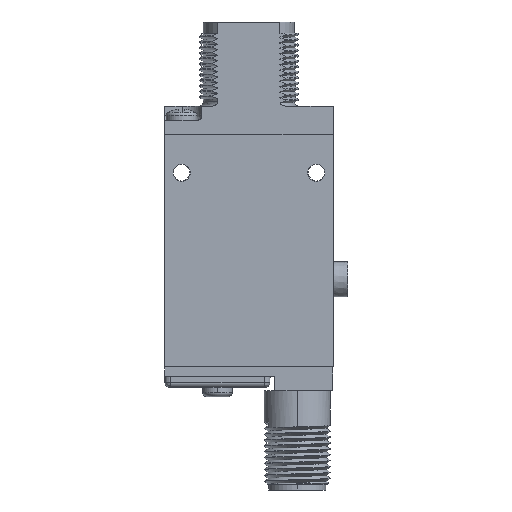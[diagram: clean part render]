
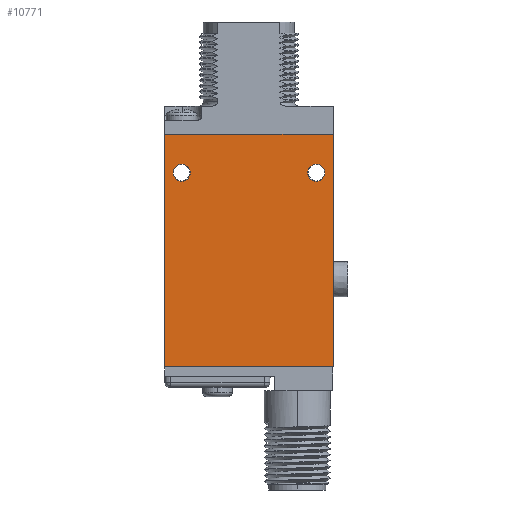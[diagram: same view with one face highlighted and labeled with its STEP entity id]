
A CAD part, left-side view. The second image highlights one B-rep face of the part: STEP entity #10771.
In plain terms, the highlighted planar face has unit normal (-1, 0, 0).
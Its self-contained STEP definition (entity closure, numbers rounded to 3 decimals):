
#1=DIRECTION('',(0.,-1.,0.));
#2=VECTOR('',#1,0.127);
#3=CARTESIAN_POINT('',(-6.02,0.127,0.));
#4=LINE('',#3,#2);
#5=DIRECTION('',(0.,0.,-1.));
#6=VECTOR('',#5,42.164);
#7=CARTESIAN_POINT('',(-6.02,0.,0.));
#8=LINE('',#7,#6);
#9=DIRECTION('',(0.,1.,0.));
#10=VECTOR('',#9,30.785);
#11=CARTESIAN_POINT('',(-6.02,0.,-42.164));
#12=LINE('',#11,#10);
#13=DIRECTION('',(0.,0.,1.));
#14=VECTOR('',#13,42.164);
#15=CARTESIAN_POINT('',(-6.02,30.785,-42.164));
#16=LINE('',#15,#14);
#17=DIRECTION('',(0.,-1.,0.));
#18=VECTOR('',#17,0.076);
#19=CARTESIAN_POINT('',(-6.02,30.785,0.));
#20=LINE('',#19,#18);
#21=DIRECTION('',(0.,-1.,0.));
#22=VECTOR('',#21,30.582);
#23=CARTESIAN_POINT('',(-6.02,30.709,0.));
#24=LINE('',#23,#22);
#25=CARTESIAN_POINT('',(-6.02,27.61,-6.985));
#26=DIRECTION('',(1.,0.,0.));
#27=DIRECTION('',(0.,0.,-1.));
#28=AXIS2_PLACEMENT_3D('',#25,#26,#27);
#30=CARTESIAN_POINT('',(-6.02,27.61,-6.985));
#31=DIRECTION('',(1.,0.,0.));
#32=DIRECTION('',(0.,0.,1.));
#33=AXIS2_PLACEMENT_3D('',#30,#31,#32);
#35=CARTESIAN_POINT('',(-6.02,3.175,-6.985));
#36=DIRECTION('',(1.,0.,0.));
#37=DIRECTION('',(0.,0.,-1.));
#38=AXIS2_PLACEMENT_3D('',#35,#36,#37);
#40=CARTESIAN_POINT('',(-6.02,3.175,-6.985));
#41=DIRECTION('',(1.,0.,0.));
#42=DIRECTION('',(0.,0.,1.));
#43=AXIS2_PLACEMENT_3D('',#40,#41,#42);
#9864=CARTESIAN_POINT('',(-6.02,0.,0.));
#9865=CARTESIAN_POINT('',(-6.02,0.,-42.164));
#9866=VERTEX_POINT('',#9864);
#9867=VERTEX_POINT('',#9865);
#9868=CARTESIAN_POINT('',(-6.02,30.785,-42.164));
#9869=VERTEX_POINT('',#9868);
#9870=CARTESIAN_POINT('',(-6.02,30.785,0.));
#9871=VERTEX_POINT('',#9870);
#9880=CARTESIAN_POINT('',(-6.02,27.61,-8.535));
#9881=CARTESIAN_POINT('',(-6.02,27.61,-5.435));
#9882=VERTEX_POINT('',#9880);
#9883=VERTEX_POINT('',#9881);
#9884=CARTESIAN_POINT('',(-6.02,3.175,-8.535));
#9885=CARTESIAN_POINT('',(-6.02,3.175,-5.435));
#9886=VERTEX_POINT('',#9884);
#9887=VERTEX_POINT('',#9885);
#10284=CARTESIAN_POINT('',(-6.02,30.709,0.));
#10285=CARTESIAN_POINT('',(-6.02,0.127,0.));
#10286=VERTEX_POINT('',#10284);
#10287=VERTEX_POINT('',#10285);
#10740=CARTESIAN_POINT('',(-6.02,0.,0.));
#10741=DIRECTION('',(1.,0.,0.));
#10742=DIRECTION('',(0.,0.,-1.));
#10743=AXIS2_PLACEMENT_3D('',#10740,#10741,#10742);
#10744=PLANE('',#10743);
#10746=ORIENTED_EDGE('',*,*,#10745,.T.);
#10748=ORIENTED_EDGE('',*,*,#10747,.T.);
#10750=ORIENTED_EDGE('',*,*,#10749,.T.);
#10752=ORIENTED_EDGE('',*,*,#10751,.T.);
#10754=ORIENTED_EDGE('',*,*,#10753,.T.);
#10756=ORIENTED_EDGE('',*,*,#10755,.T.);
#10757=EDGE_LOOP('',(#10746,#10748,#10750,#10752,#10754,#10756));
#10758=FACE_OUTER_BOUND('',#10757,.F.);
#10760=ORIENTED_EDGE('',*,*,#10759,.F.);
#10762=ORIENTED_EDGE('',*,*,#10761,.F.);
#10763=EDGE_LOOP('',(#10760,#10762));
#10764=FACE_BOUND('',#10763,.F.);
#10766=ORIENTED_EDGE('',*,*,#10765,.F.);
#10768=ORIENTED_EDGE('',*,*,#10767,.F.);
#10769=EDGE_LOOP('',(#10766,#10768));
#10770=FACE_BOUND('',#10769,.F.);
#10771=ADVANCED_FACE('',(#10758,#10764,#10770),#10744,.F.);
#29=CIRCLE('',#28,1.55);
#34=CIRCLE('',#33,1.55);
#39=CIRCLE('',#38,1.55);
#44=CIRCLE('',#43,1.55);
#10745=EDGE_CURVE('',#10287,#9866,#4,.T.);
#10747=EDGE_CURVE('',#9866,#9867,#8,.T.);
#10749=EDGE_CURVE('',#9867,#9869,#12,.T.);
#10751=EDGE_CURVE('',#9869,#9871,#16,.T.);
#10753=EDGE_CURVE('',#9871,#10286,#20,.T.);
#10755=EDGE_CURVE('',#10286,#10287,#24,.T.);
#10759=EDGE_CURVE('',#9882,#9883,#29,.T.);
#10761=EDGE_CURVE('',#9883,#9882,#34,.T.);
#10765=EDGE_CURVE('',#9886,#9887,#39,.T.);
#10767=EDGE_CURVE('',#9887,#9886,#44,.T.);
